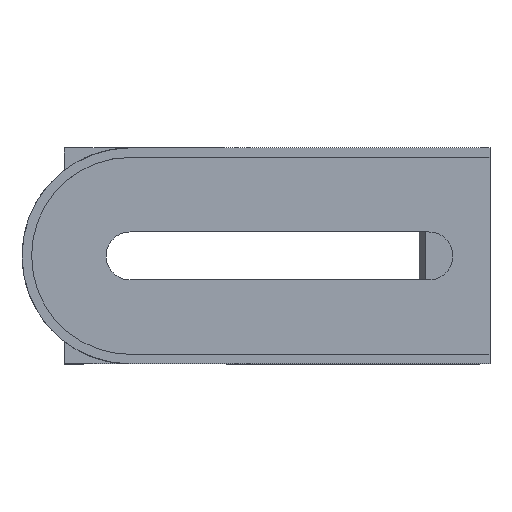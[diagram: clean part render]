
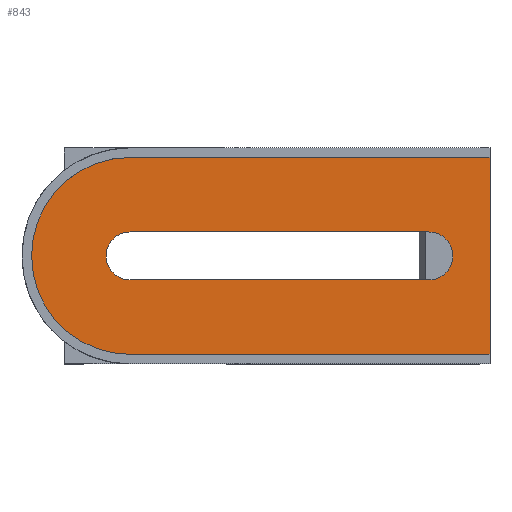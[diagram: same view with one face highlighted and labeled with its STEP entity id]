
A CAD part, top view. The second image highlights one B-rep face of the part: STEP entity #843.
In plain terms, the highlighted planar face has unit normal (0, 0, 1).
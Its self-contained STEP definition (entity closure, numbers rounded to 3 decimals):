
#210 = VERTEX_POINT('',#211);
#211 = CARTESIAN_POINT('',(0.,10.,4.));
#217 = EDGE_CURVE('',#210,#218,#220,.T.);
#218 = VERTEX_POINT('',#219);
#219 = CARTESIAN_POINT('',(124.539,10.,4.));
#220 = LINE('',#221,#222);
#221 = CARTESIAN_POINT('',(0.,10.,4.));
#222 = VECTOR('',#223,1.);
#223 = DIRECTION('',(1.,0.,0.));
#241 = VERTEX_POINT('',#242);
#242 = CARTESIAN_POINT('',(0.,-10.,4.));
#248 = EDGE_CURVE('',#241,#249,#251,.T.);
#249 = VERTEX_POINT('',#250);
#250 = CARTESIAN_POINT('',(124.539,-10.,4.));
#251 = LINE('',#252,#253);
#252 = CARTESIAN_POINT('',(0.,-10.,4.));
#253 = VECTOR('',#254,1.);
#254 = DIRECTION('',(1.,0.,0.));
#297 = VERTEX_POINT('',#298);
#298 = CARTESIAN_POINT('',(150.,41.,4.));
#304 = EDGE_CURVE('',#305,#297,#307,.T.);
#305 = VERTEX_POINT('',#306);
#306 = CARTESIAN_POINT('',(150.,-41.,4.));
#307 = LINE('',#308,#309);
#308 = CARTESIAN_POINT('',(150.,0.,4.));
#309 = VECTOR('',#310,1.);
#310 = DIRECTION('',(0.,1.,0.));
#700 = VERTEX_POINT('',#701);
#701 = CARTESIAN_POINT('',(0.,-41.,4.));
#707 = EDGE_CURVE('',#305,#700,#708,.T.);
#708 = LINE('',#709,#710);
#709 = CARTESIAN_POINT('',(150.,-41.,4.));
#710 = VECTOR('',#711,1.);
#711 = DIRECTION('',(-1.,-0.,-0.));
#724 = VERTEX_POINT('',#725);
#725 = CARTESIAN_POINT('',(0.,41.,4.));
#731 = EDGE_CURVE('',#297,#724,#732,.T.);
#732 = LINE('',#733,#734);
#733 = CARTESIAN_POINT('',(150.,41.,4.));
#734 = VECTOR('',#735,1.);
#735 = DIRECTION('',(-1.,0.,0.));
#843 = ADVANCED_FACE('',(#844,#865),#901,.T.);
#844 = FACE_BOUND('',#845,.T.);
#845 = EDGE_LOOP('',(#846,#855,#862,#863,#864));
#846 = ORIENTED_EDGE('',*,*,#847,.T.);
#847 = EDGE_CURVE('',#724,#848,#850,.T.);
#848 = VERTEX_POINT('',#849);
#849 = CARTESIAN_POINT('',(-41.,0.,4.));
#850 = CIRCLE('',#851,41.);
#851 = AXIS2_PLACEMENT_3D('',#852,#853,#854);
#852 = CARTESIAN_POINT('',(0.,0.,4.));
#853 = DIRECTION('',(0.,0.,1.));
#854 = DIRECTION('',(1.,0.,0.));
#855 = ORIENTED_EDGE('',*,*,#856,.F.);
#856 = EDGE_CURVE('',#700,#848,#857,.T.);
#857 = CIRCLE('',#858,41.);
#858 = AXIS2_PLACEMENT_3D('',#859,#860,#861);
#859 = CARTESIAN_POINT('',(0.,0.,4.));
#860 = DIRECTION('',(0.,0.,-1.));
#861 = DIRECTION('',(1.,0.,0.));
#862 = ORIENTED_EDGE('',*,*,#707,.F.);
#863 = ORIENTED_EDGE('',*,*,#304,.T.);
#864 = ORIENTED_EDGE('',*,*,#731,.T.);
#865 = FACE_BOUND('',#866,.T.);
#866 = EDGE_LOOP('',(#867,#876,#883,#884,#893,#900));
#867 = ORIENTED_EDGE('',*,*,#868,.F.);
#868 = EDGE_CURVE('',#869,#218,#871,.T.);
#869 = VERTEX_POINT('',#870);
#870 = CARTESIAN_POINT('',(134.539,0.,4.));
#871 = CIRCLE('',#872,10.);
#872 = AXIS2_PLACEMENT_3D('',#873,#874,#875);
#873 = CARTESIAN_POINT('',(124.539,0.,4.));
#874 = DIRECTION('',(0.,0.,1.));
#875 = DIRECTION('',(1.,0.,0.));
#876 = ORIENTED_EDGE('',*,*,#877,.T.);
#877 = EDGE_CURVE('',#869,#249,#878,.T.);
#878 = CIRCLE('',#879,10.);
#879 = AXIS2_PLACEMENT_3D('',#880,#881,#882);
#880 = CARTESIAN_POINT('',(124.539,0.,4.));
#881 = DIRECTION('',(0.,0.,-1.));
#882 = DIRECTION('',(1.,0.,0.));
#883 = ORIENTED_EDGE('',*,*,#248,.F.);
#884 = ORIENTED_EDGE('',*,*,#885,.T.);
#885 = EDGE_CURVE('',#241,#886,#888,.T.);
#886 = VERTEX_POINT('',#887);
#887 = CARTESIAN_POINT('',(-10.,0.,4.));
#888 = CIRCLE('',#889,10.);
#889 = AXIS2_PLACEMENT_3D('',#890,#891,#892);
#890 = CARTESIAN_POINT('',(0.,0.,4.));
#891 = DIRECTION('',(0.,0.,-1.));
#892 = DIRECTION('',(1.,0.,0.));
#893 = ORIENTED_EDGE('',*,*,#894,.F.);
#894 = EDGE_CURVE('',#210,#886,#895,.T.);
#895 = CIRCLE('',#896,10.);
#896 = AXIS2_PLACEMENT_3D('',#897,#898,#899);
#897 = CARTESIAN_POINT('',(0.,0.,4.));
#898 = DIRECTION('',(0.,0.,1.));
#899 = DIRECTION('',(1.,0.,0.));
#900 = ORIENTED_EDGE('',*,*,#217,.T.);
#901 = PLANE('',#902);
#902 = AXIS2_PLACEMENT_3D('',#903,#904,#905);
#903 = CARTESIAN_POINT('',(61.948,0.,4.));
#904 = DIRECTION('',(0.,0.,1.));
#905 = DIRECTION('',(0.,1.,0.));
